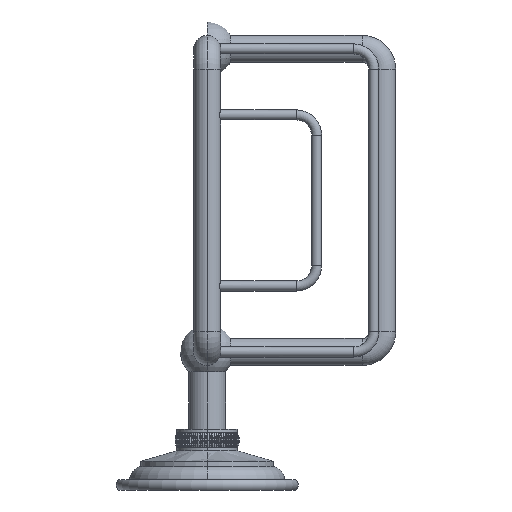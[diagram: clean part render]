
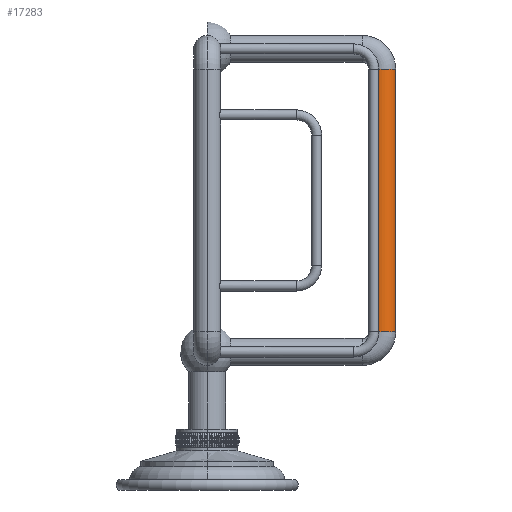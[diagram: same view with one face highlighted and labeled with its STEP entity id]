
A CAD part, left-side view. The second image highlights one B-rep face of the part: STEP entity #17283.
In plain terms, the highlighted cylindrical face has radius 4 mm (diameter 8.001 mm), a partial arc.
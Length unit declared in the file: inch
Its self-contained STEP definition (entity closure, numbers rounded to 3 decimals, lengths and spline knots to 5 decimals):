
#5797=DIRECTION('',(0.,0.,-1.));
#5798=VECTOR('',#5797,3.071);
#5799=CARTESIAN_POINT('',(-3.,-1.8895,4.921));
#5800=LINE('',#5799,#5798);
#5801=CARTESIAN_POINT('',(-3.,-2.047,4.921));
#5802=DIRECTION('',(0.,0.,-1.));
#5803=DIRECTION('',(0.,-1.,0.));
#5804=AXIS2_PLACEMENT_3D('',#5801,#5802,#5803);
#5806=DIRECTION('',(0.,0.,-1.));
#5807=VECTOR('',#5806,3.071);
#5808=CARTESIAN_POINT('',(-3.,-2.2045,4.921));
#5809=LINE('',#5808,#5807);
#5810=CARTESIAN_POINT('',(-3.,-2.047,1.85));
#5811=DIRECTION('',(0.,0.,-1.));
#5812=DIRECTION('',(0.,-1.,0.));
#5813=AXIS2_PLACEMENT_3D('',#5810,#5811,#5812);
#9746=CARTESIAN_POINT('',(-3.,-1.8895,4.921));
#9747=CARTESIAN_POINT('',(-3.,-2.2045,4.921));
#9748=VERTEX_POINT('',#9746);
#9749=VERTEX_POINT('',#9747);
#9750=CARTESIAN_POINT('',(-3.,-1.8895,1.85));
#9751=CARTESIAN_POINT('',(-3.,-2.2045,1.85));
#9752=VERTEX_POINT('',#9750);
#9753=VERTEX_POINT('',#9751);
#17271=CARTESIAN_POINT('',(-3.,-2.047,4.921));
#17272=DIRECTION('',(0.,0.,-1.));
#17273=DIRECTION('',(0.,1.,0.));
#17274=AXIS2_PLACEMENT_3D('',#17271,#17272,#17273);
#17275=CYLINDRICAL_SURFACE('',#17274,0.1575);
#17276=ORIENTED_EDGE('',*,*,#17236,.F.);
#17277=ORIENTED_EDGE('',*,*,#17266,.T.);
#17279=ORIENTED_EDGE('',*,*,#17278,.T.);
#17280=ORIENTED_EDGE('',*,*,#17262,.F.);
#17281=EDGE_LOOP('',(#17276,#17277,#17279,#17280));
#17282=FACE_OUTER_BOUND('',#17281,.F.);
#17283=ADVANCED_FACE('',(#17282),#17275,.T.);
#5805=CIRCLE('',#5804,0.1575);
#5814=CIRCLE('',#5813,0.1575);
#17236=EDGE_CURVE('',#9749,#9748,#5805,.T.);
#17262=EDGE_CURVE('',#9748,#9752,#5800,.T.);
#17266=EDGE_CURVE('',#9749,#9753,#5809,.T.);
#17278=EDGE_CURVE('',#9753,#9752,#5814,.T.);
